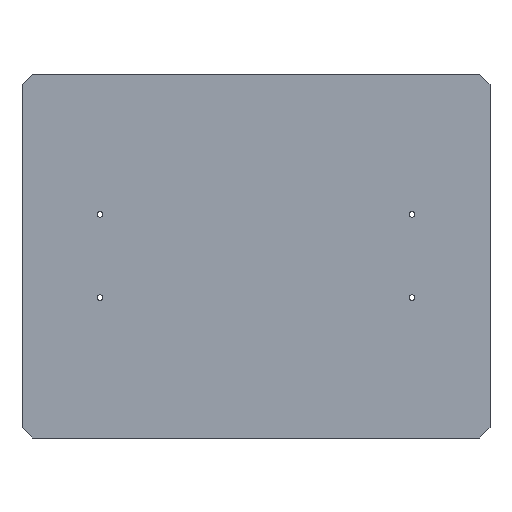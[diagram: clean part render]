
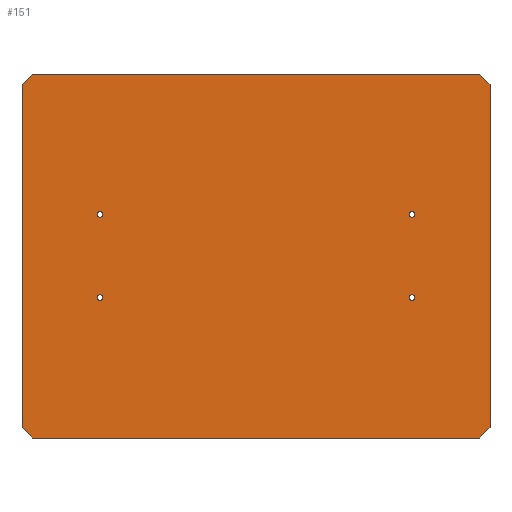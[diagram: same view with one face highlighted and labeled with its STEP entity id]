
A CAD part, front view. The second image highlights one B-rep face of the part: STEP entity #151.
In plain terms, the highlighted planar face has unit normal (0, -1, 0).
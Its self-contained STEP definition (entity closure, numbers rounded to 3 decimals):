
#4 = EDGE_CURVE ( 'NONE', #348, #622, #139, .T. ) ;
#11 = EDGE_CURVE ( 'NONE', #598, #392, #236, .T. ) ;
#14 = DIRECTION ( 'NONE',  ( 0., 1., 0. ) ) ;
#17 = CARTESIAN_POINT ( 'NONE',  ( 375., 0., -135. ) ) ;
#22 = DIRECTION ( 'NONE',  ( 0., 0., 1. ) ) ;
#28 = CARTESIAN_POINT ( 'NONE',  ( 10., 0., -350. ) ) ;
#29 = DIRECTION ( 'NONE',  ( 0., 1., 0. ) ) ;
#31 = EDGE_CURVE ( 'NONE', #481, #503, #265, .T. ) ;
#48 = DIRECTION ( 'NONE',  ( 0., 0., 1. ) ) ;
#54 = DIRECTION ( 'NONE',  ( 0., 1., 0. ) ) ;
#59 = VERTEX_POINT ( 'NONE', #457 ) ;
#60 = EDGE_LOOP ( 'NONE', ( #138, #725 ) ) ;
#62 = EDGE_CURVE ( 'NONE', #59, #706, #517, .T. ) ;
#65 = VERTEX_POINT ( 'NONE', #451 ) ;
#77 = FACE_BOUND ( 'NONE', #134, .T. ) ;
#84 = CARTESIAN_POINT ( 'NONE',  ( 375., 0., -132.25 ) ) ;
#92 = EDGE_CURVE ( 'NONE', #65, #529, #801, .T. ) ;
#95 = CIRCLE ( 'NONE', #568, 2.75 ) ;
#115 = EDGE_LOOP ( 'NONE', ( #465, #428 ) ) ;
#118 = CARTESIAN_POINT ( 'NONE',  ( 75., 0., -217.75 ) ) ;
#123 = DIRECTION ( 'NONE',  ( 0., 0., 1. ) ) ;
#126 = CARTESIAN_POINT ( 'NONE',  ( 440., 0., -350. ) ) ;
#132 = ORIENTED_EDGE ( 'NONE', *, *, #4, .T. ) ;
#133 = EDGE_CURVE ( 'NONE', #503, #827, #541, .T. ) ;
#134 = EDGE_LOOP ( 'NONE', ( #289, #515 ) ) ;
#136 = DIRECTION ( 'NONE',  ( -1., 0., 0. ) ) ;
#138 = ORIENTED_EDGE ( 'NONE', *, *, #11, .T. ) ;
#139 = CIRCLE ( 'NONE', #487, 2.75 ) ;
#144 = EDGE_LOOP ( 'NONE', ( #211, #569, #632, #815, #528, #705, #653, #719 ) ) ;
#151 = ADVANCED_FACE ( 'NONE', ( #606, #292, #77, #343, #547 ), #407, .T. ) ;
#156 = DIRECTION ( 'NONE',  ( 0., 0., 1. ) ) ;
#176 = EDGE_CURVE ( 'NONE', #827, #764, #475, .T. ) ;
#183 = DIRECTION ( 'NONE',  ( -0.707, 0., -0.707 ) ) ;
#190 = AXIS2_PLACEMENT_3D ( 'NONE', #793, #422, #491 ) ;
#191 = CARTESIAN_POINT ( 'NONE',  ( 0., 0., -10. ) ) ;
#197 = DIRECTION ( 'NONE',  ( 0., 1., 0. ) ) ;
#211 = ORIENTED_EDGE ( 'NONE', *, *, #176, .F. ) ;
#212 = DIRECTION ( 'NONE',  ( 0., 1., 0. ) ) ;
#236 = CIRCLE ( 'NONE', #352, 2.75 ) ;
#241 = EDGE_CURVE ( 'NONE', #706, #476, #502, .T. ) ;
#247 = AXIS2_PLACEMENT_3D ( 'NONE', #17, #14, #533 ) ;
#250 = DIRECTION ( 'NONE',  ( 1., 0., 0. ) ) ;
#256 = CARTESIAN_POINT ( 'NONE',  ( 75., 0., -132.25 ) ) ;
#259 = LINE ( 'NONE', #191, #712 ) ;
#265 = LINE ( 'NONE', #576, #641 ) ;
#275 = CARTESIAN_POINT ( 'NONE',  ( 375., 0., -212.25 ) ) ;
#276 = DIRECTION ( 'NONE',  ( -0.707, 0., 0.707 ) ) ;
#289 = ORIENTED_EDGE ( 'NONE', *, *, #682, .T. ) ;
#292 = FACE_BOUND ( 'NONE', #115, .T. ) ;
#298 = CARTESIAN_POINT ( 'NONE',  ( 75., 0., -135. ) ) ;
#306 = EDGE_CURVE ( 'NONE', #392, #598, #718, .T. ) ;
#311 = EDGE_LOOP ( 'NONE', ( #749, #132 ) ) ;
#327 = CARTESIAN_POINT ( 'NONE',  ( 450., 0., -10. ) ) ;
#335 = VERTEX_POINT ( 'NONE', #671 ) ;
#343 = FACE_BOUND ( 'NONE', #60, .T. ) ;
#348 = VERTEX_POINT ( 'NONE', #803 ) ;
#352 = AXIS2_PLACEMENT_3D ( 'NONE', #585, #197, #123 ) ;
#367 = EDGE_CURVE ( 'NONE', #335, #411, #405, .T. ) ;
#369 = CARTESIAN_POINT ( 'NONE',  ( 0., 0., -10. ) ) ;
#374 = EDGE_CURVE ( 'NONE', #445, #481, #635, .T. ) ;
#379 = LINE ( 'NONE', #755, #794 ) ;
#392 = VERTEX_POINT ( 'NONE', #118 ) ;
#395 = DIRECTION ( 'NONE',  ( 0., 0., 1. ) ) ;
#396 = DIRECTION ( 'NONE',  ( 0., 1., 0. ) ) ;
#405 = CIRCLE ( 'NONE', #437, 2.75 ) ;
#407 = PLANE ( 'NONE',  #190 ) ;
#410 = CARTESIAN_POINT ( 'NONE',  ( 0., 0., -340. ) ) ;
#411 = VERTEX_POINT ( 'NONE', #256 ) ;
#412 = CARTESIAN_POINT ( 'NONE',  ( 75., 0., -212.25 ) ) ;
#413 = VECTOR ( 'NONE', #22, 1000. ) ;
#422 = DIRECTION ( 'NONE',  ( 0., -1., 0. ) ) ;
#423 = EDGE_CURVE ( 'NONE', #476, #445, #379, .T. ) ;
#424 = DIRECTION ( 'NONE',  ( 0., 0., 1. ) ) ;
#428 = ORIENTED_EDGE ( 'NONE', *, *, #92, .T. ) ;
#437 = AXIS2_PLACEMENT_3D ( 'NONE', #734, #54, #395 ) ;
#445 = VERTEX_POINT ( 'NONE', #697 ) ;
#450 = DIRECTION ( 'NONE',  ( 0.707, 0., 0.707 ) ) ;
#451 = CARTESIAN_POINT ( 'NONE',  ( 375., 0., -137.75 ) ) ;
#457 = CARTESIAN_POINT ( 'NONE',  ( 10., 0., 0. ) ) ;
#465 = ORIENTED_EDGE ( 'NONE', *, *, #564, .T. ) ;
#475 = LINE ( 'NONE', #597, #413 ) ;
#476 = VERTEX_POINT ( 'NONE', #327 ) ;
#478 = CARTESIAN_POINT ( 'NONE',  ( 375., 0., -215. ) ) ;
#479 = EDGE_CURVE ( 'NONE', #764, #59, #259, .T. ) ;
#481 = VERTEX_POINT ( 'NONE', #126 ) ;
#487 = AXIS2_PLACEMENT_3D ( 'NONE', #701, #396, #698 ) ;
#490 = EDGE_CURVE ( 'NONE', #622, #348, #95, .T. ) ;
#491 = DIRECTION ( 'NONE',  ( 0., 0., -1. ) ) ;
#502 = LINE ( 'NONE', #744, #511 ) ;
#503 = VERTEX_POINT ( 'NONE', #28 ) ;
#505 = DIRECTION ( 'NONE',  ( 0., 1., 0. ) ) ;
#510 = CIRCLE ( 'NONE', #573, 2.75 ) ;
#511 = VECTOR ( 'NONE', #676, 1000. ) ;
#515 = ORIENTED_EDGE ( 'NONE', *, *, #367, .T. ) ;
#517 = LINE ( 'NONE', #761, #610 ) ;
#522 = CARTESIAN_POINT ( 'NONE',  ( 440., 0., -350. ) ) ;
#528 = ORIENTED_EDGE ( 'NONE', *, *, #423, .F. ) ;
#529 = VERTEX_POINT ( 'NONE', #84 ) ;
#533 = DIRECTION ( 'NONE',  ( 0., 0., 1. ) ) ;
#534 = CARTESIAN_POINT ( 'NONE',  ( 375., 0., -135. ) ) ;
#541 = LINE ( 'NONE', #410, #699 ) ;
#547 = FACE_OUTER_BOUND ( 'NONE', #144, .T. ) ;
#564 = EDGE_CURVE ( 'NONE', #529, #65, #809, .T. ) ;
#565 = CARTESIAN_POINT ( 'NONE',  ( 0., 0., -340. ) ) ;
#566 = DIRECTION ( 'NONE',  ( 0., 0., -1. ) ) ;
#568 = AXIS2_PLACEMENT_3D ( 'NONE', #478, #212, #777 ) ;
#569 = ORIENTED_EDGE ( 'NONE', *, *, #133, .F. ) ;
#573 = AXIS2_PLACEMENT_3D ( 'NONE', #298, #607, #424 ) ;
#576 = CARTESIAN_POINT ( 'NONE',  ( 10., 0., -350. ) ) ;
#585 = CARTESIAN_POINT ( 'NONE',  ( 75., 0., -215. ) ) ;
#586 = AXIS2_PLACEMENT_3D ( 'NONE', #608, #505, #48 ) ;
#597 = CARTESIAN_POINT ( 'NONE',  ( 0., 0., -10. ) ) ;
#598 = VERTEX_POINT ( 'NONE', #412 ) ;
#606 = FACE_BOUND ( 'NONE', #311, .T. ) ;
#607 = DIRECTION ( 'NONE',  ( 0., 1., 0. ) ) ;
#608 = CARTESIAN_POINT ( 'NONE',  ( 75., 0., -215. ) ) ;
#610 = VECTOR ( 'NONE', #250, 1000. ) ;
#622 = VERTEX_POINT ( 'NONE', #275 ) ;
#632 = ORIENTED_EDGE ( 'NONE', *, *, #31, .F. ) ;
#635 = LINE ( 'NONE', #522, #730 ) ;
#641 = VECTOR ( 'NONE', #136, 1000. ) ;
#653 = ORIENTED_EDGE ( 'NONE', *, *, #62, .F. ) ;
#671 = CARTESIAN_POINT ( 'NONE',  ( 75., 0., -137.75 ) ) ;
#676 = DIRECTION ( 'NONE',  ( 0.707, 0., -0.707 ) ) ;
#682 = EDGE_CURVE ( 'NONE', #411, #335, #510, .T. ) ;
#697 = CARTESIAN_POINT ( 'NONE',  ( 450., 0., -340. ) ) ;
#698 = DIRECTION ( 'NONE',  ( 0., 0., 1. ) ) ;
#699 = VECTOR ( 'NONE', #276, 1000. ) ;
#701 = CARTESIAN_POINT ( 'NONE',  ( 375., 0., -215. ) ) ;
#705 = ORIENTED_EDGE ( 'NONE', *, *, #241, .F. ) ;
#706 = VERTEX_POINT ( 'NONE', #739 ) ;
#712 = VECTOR ( 'NONE', #450, 1000. ) ;
#718 = CIRCLE ( 'NONE', #586, 2.75 ) ;
#719 = ORIENTED_EDGE ( 'NONE', *, *, #479, .F. ) ;
#725 = ORIENTED_EDGE ( 'NONE', *, *, #306, .T. ) ;
#730 = VECTOR ( 'NONE', #183, 1000. ) ;
#734 = CARTESIAN_POINT ( 'NONE',  ( 75., 0., -135. ) ) ;
#735 = AXIS2_PLACEMENT_3D ( 'NONE', #534, #29, #156 ) ;
#739 = CARTESIAN_POINT ( 'NONE',  ( 440., 0., 0. ) ) ;
#744 = CARTESIAN_POINT ( 'NONE',  ( 440., 0., 0. ) ) ;
#749 = ORIENTED_EDGE ( 'NONE', *, *, #490, .T. ) ;
#755 = CARTESIAN_POINT ( 'NONE',  ( 450., 0., -10. ) ) ;
#761 = CARTESIAN_POINT ( 'NONE',  ( 10., 0., 0. ) ) ;
#764 = VERTEX_POINT ( 'NONE', #369 ) ;
#777 = DIRECTION ( 'NONE',  ( 0., 0., 1. ) ) ;
#793 = CARTESIAN_POINT ( 'NONE',  ( 0., 0., 0. ) ) ;
#794 = VECTOR ( 'NONE', #566, 1000. ) ;
#801 = CIRCLE ( 'NONE', #735, 2.75 ) ;
#803 = CARTESIAN_POINT ( 'NONE',  ( 375., 0., -217.75 ) ) ;
#809 = CIRCLE ( 'NONE', #247, 2.75 ) ;
#815 = ORIENTED_EDGE ( 'NONE', *, *, #374, .F. ) ;
#827 = VERTEX_POINT ( 'NONE', #565 ) ;
